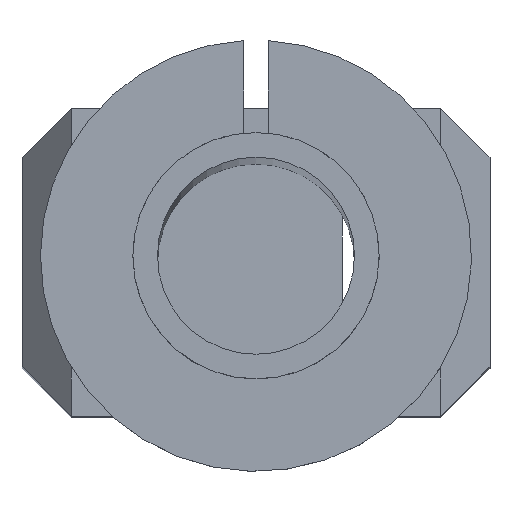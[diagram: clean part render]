
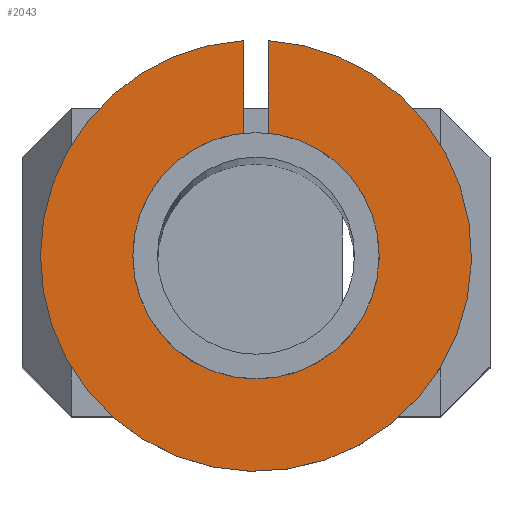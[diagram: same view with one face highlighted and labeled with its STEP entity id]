
A CAD part, top view. The second image highlights one B-rep face of the part: STEP entity #2043.
In plain terms, the highlighted planar face has unit normal (0, 0, 1).
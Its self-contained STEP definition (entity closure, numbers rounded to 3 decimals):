
#1921=CARTESIAN_POINT('Vertex',(15.358,8.39,345.)) ;
#1924=CARTESIAN_POINT('Axis2P3D Location',(0.,0.,345.)) ;
#1928=CARTESIAN_POINT('Vertex',(-15.358,-8.39,345.)) ;
#1959=CARTESIAN_POINT('Vertex',(8.776,4.794,345.)) ;
#1975=CARTESIAN_POINT('Vertex',(-8.776,-4.794,345.)) ;
#1978=CARTESIAN_POINT('Axis2P3D Location',(0.,0.,345.)) ;
#1990=CARTESIAN_POINT('Axis2P3D Location',(-17.5,0.,345.)) ;
#1995=CARTESIAN_POINT('Axis2P3D Location',(0.,0.,345.)) ;
#1999=CARTESIAN_POINT('Vertex',(-1.,17.471,345.)) ;
#2002=CARTESIAN_POINT('Axis2P3D Location',(0.,0.,345.)) ;
#2006=CARTESIAN_POINT('Vertex',(1.,17.471,345.)) ;
#2009=CARTESIAN_POINT('Line Origine',(1.,13.711,345.)) ;
#2013=CARTESIAN_POINT('Vertex',(1.,9.95,345.)) ;
#2016=CARTESIAN_POINT('Axis2P3D Location',(0.,0.,345.)) ;
#2021=CARTESIAN_POINT('Axis2P3D Location',(0.,0.,345.)) ;
#2025=CARTESIAN_POINT('Vertex',(-1.,9.95,345.)) ;
#2028=CARTESIAN_POINT('Line Origine',(-1.,13.711,345.)) ;
#1925=DIRECTION('Axis2P3D Direction',(0.,0.,1.)) ;
#1979=DIRECTION('Axis2P3D Direction',(0.,0.,1.)) ;
#1991=DIRECTION('Axis2P3D Direction',(0.,0.,1.)) ;
#1992=DIRECTION('Axis2P3D XDirection',(1.,0.,0.)) ;
#1996=DIRECTION('Axis2P3D Direction',(0.,0.,1.)) ;
#2003=DIRECTION('Axis2P3D Direction',(0.,0.,1.)) ;
#2010=DIRECTION('Vector Direction',(0.,1.,0.)) ;
#2017=DIRECTION('Axis2P3D Direction',(0.,0.,1.)) ;
#2022=DIRECTION('Axis2P3D Direction',(0.,0.,1.)) ;
#2029=DIRECTION('Vector Direction',(0.,1.,0.)) ;
#1926=AXIS2_PLACEMENT_3D('Circle Axis2P3D',#1924,#1925,$) ;
#1980=AXIS2_PLACEMENT_3D('Circle Axis2P3D',#1978,#1979,$) ;
#1993=AXIS2_PLACEMENT_3D('Plane Axis2P3D',#1990,#1991,#1992) ;
#1997=AXIS2_PLACEMENT_3D('Circle Axis2P3D',#1995,#1996,$) ;
#2004=AXIS2_PLACEMENT_3D('Circle Axis2P3D',#2002,#2003,$) ;
#2018=AXIS2_PLACEMENT_3D('Circle Axis2P3D',#2016,#2017,$) ;
#2023=AXIS2_PLACEMENT_3D('Circle Axis2P3D',#2021,#2022,$) ;
#2034=ORIENTED_EDGE('',*,*,#2001,.T.) ;
#2035=ORIENTED_EDGE('',*,*,#1930,.T.) ;
#2036=ORIENTED_EDGE('',*,*,#2008,.T.) ;
#2037=ORIENTED_EDGE('',*,*,#2015,.F.) ;
#2038=ORIENTED_EDGE('',*,*,#2020,.F.) ;
#2039=ORIENTED_EDGE('',*,*,#1982,.F.) ;
#2040=ORIENTED_EDGE('',*,*,#2027,.F.) ;
#2041=ORIENTED_EDGE('',*,*,#2032,.T.) ;
#2011=VECTOR('Line Direction',#2010,1.) ;
#2030=VECTOR('Line Direction',#2029,1.) ;
#2043=ADVANCED_FACE('POS04_Reduzierung_30-20',(#2042),#1994,.T.) ;
#1927=CIRCLE('generated circle',#1926,17.5) ;
#1981=CIRCLE('generated circle',#1980,10.) ;
#1998=CIRCLE('generated circle',#1997,17.5) ;
#2005=CIRCLE('generated circle',#2004,17.5) ;
#2019=CIRCLE('generated circle',#2018,10.) ;
#2024=CIRCLE('generated circle',#2023,10.) ;
#1930=EDGE_CURVE('',#1929,#1922,#1927,.T.) ;
#1982=EDGE_CURVE('',#1976,#1960,#1981,.T.) ;
#2001=EDGE_CURVE('',#2000,#1929,#1998,.T.) ;
#2008=EDGE_CURVE('',#1922,#2007,#2005,.T.) ;
#2015=EDGE_CURVE('',#2014,#2007,#2012,.T.) ;
#2020=EDGE_CURVE('',#1960,#2014,#2019,.T.) ;
#2027=EDGE_CURVE('',#2026,#1976,#2024,.T.) ;
#2032=EDGE_CURVE('',#2026,#2000,#2031,.T.) ;
#2033=EDGE_LOOP('',(#2034,#2035,#2036,#2037,#2038,#2039,#2040,#2041)) ;
#2042=FACE_OUTER_BOUND('',#2033,.T.) ;
#2012=LINE('Line',#2009,#2011) ;
#2031=LINE('Line',#2028,#2030) ;
#1994=PLANE('',#1993) ;
#1922=VERTEX_POINT('',#1921) ;
#1929=VERTEX_POINT('',#1928) ;
#1960=VERTEX_POINT('',#1959) ;
#1976=VERTEX_POINT('',#1975) ;
#2000=VERTEX_POINT('',#1999) ;
#2007=VERTEX_POINT('',#2006) ;
#2014=VERTEX_POINT('',#2013) ;
#2026=VERTEX_POINT('',#2025) ;
